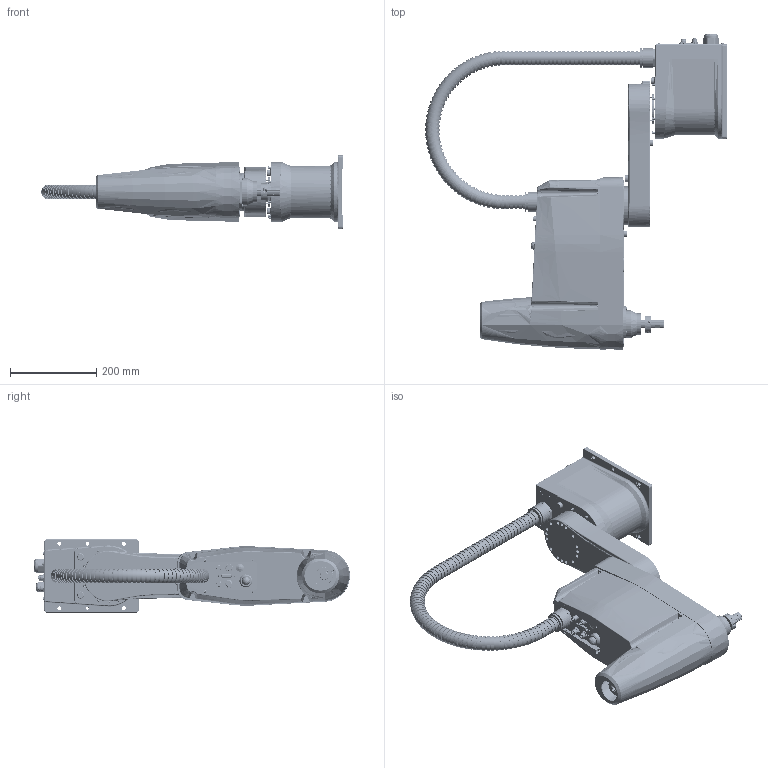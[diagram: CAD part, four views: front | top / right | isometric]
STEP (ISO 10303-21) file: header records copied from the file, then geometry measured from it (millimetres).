
FILE_DESCRIPTION (( 'STEP AP203' ), '1' );
FILE_NAME ('TM6-R500杅耀祥湍logo.STEP', '2021-06-24T03:11:07', ( '' ), ( '' ), 'SwSTEP 2.0', 'SolidWorks 2017', '' );
FILE_SCHEMA (( 'CONFIG_CONTROL_DESIGN' ));
Products named in the file (6): ｸｴｼ 500-J2^TM6-R500ﾎﾞlogo; ｸｴｼ (2) J1^TM6-R500ﾎﾞlogo; ｸｴｼ J4^TM6-R500ﾎﾞlogo; ｸｴｼ 500ﾀﾋｹﾜﾏﾟﾊTM6-R500ﾎﾞlogo; ｸｴｼ J3^TM6-R500ﾎﾞlogo; TM6-R500杅耀祥湍logo
Assembly tree (5 placements, depth 2):
  TM6-R500杅耀祥湍logo
    ｸｴｼ (2) J1^TM6-R500ﾎﾞlogo
    ｸｴｼ 500-J2^TM6-R500ﾎﾞlogo
    ｸｴｼ J3^TM6-R500ﾎﾞlogo
    ｸｴｼ J4^TM6-R500ﾎﾞlogo
    ｸｴｼ 500ﾀﾋｹﾜﾏﾟﾊTM6-R500ﾎﾞlogo
Bounding box: 701.15 x 733.77 x 170 mm (x, y, z)
Volume: 1749839.2 mm3; surface area: 1648830.4 mm2
Topology: 9 solids, 91 shells, 5651 faces, 13809 edges, 8758 vertices
Faces by surface type: plane 2131, cylinder 1660, bspline 1310, cone 547, sphere 3
Entity records: 250908 total; most frequent: CARTESIAN_POINT 127443, ORIENTED_EDGE 27389, DIRECTION 22553, EDGE_CURVE 13713, VERTEX_POINT 8756, AXIS2_PLACEMENT_3D 8258, EDGE_LOOP 6293, VECTOR 6037
